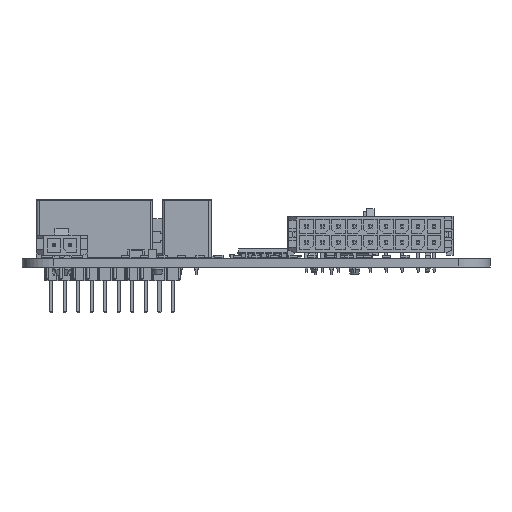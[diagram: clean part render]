
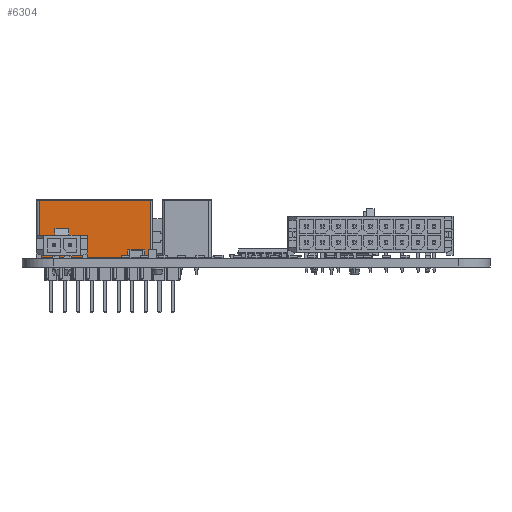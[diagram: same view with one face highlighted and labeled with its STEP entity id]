
A CAD part, left-side view. The second image highlights one B-rep face of the part: STEP entity #6304.
In plain terms, the highlighted face is planar.
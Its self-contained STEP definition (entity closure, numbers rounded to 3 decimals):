
#6127 = VERTEX_POINT('',#6128);
#6128 = CARTESIAN_POINT('',(-1.54,3.2,0.1));
#6135 = EDGE_CURVE('',#6127,#6136,#6138,.T.);
#6136 = VERTEX_POINT('',#6137);
#6137 = CARTESIAN_POINT('',(19.34,3.2,0.1));
#6138 = LINE('',#6139,#6140);
#6139 = CARTESIAN_POINT('',(-2.,3.2,0.1));
#6140 = VECTOR('',#6141,1.);
#6141 = DIRECTION('',(1.,0.,0.));
#6260 = EDGE_CURVE('',#6136,#6261,#6263,.T.);
#6261 = VERTEX_POINT('',#6262);
#6262 = CARTESIAN_POINT('',(19.34,3.2,10.87));
#6263 = LINE('',#6264,#6265);
#6264 = CARTESIAN_POINT('',(19.34,3.2,0.1));
#6265 = VECTOR('',#6266,1.);
#6266 = DIRECTION('',(0.,0.,1.));
#6304 = ADVANCED_FACE('',(#6305),#6323,.T.);
#6305 = FACE_BOUND('',#6306,.T.);
#6306 = EDGE_LOOP('',(#6307,#6308,#6309,#6317));
#6307 = ORIENTED_EDGE('',*,*,#6260,.F.);
#6308 = ORIENTED_EDGE('',*,*,#6135,.F.);
#6309 = ORIENTED_EDGE('',*,*,#6310,.T.);
#6310 = EDGE_CURVE('',#6127,#6311,#6313,.T.);
#6311 = VERTEX_POINT('',#6312);
#6312 = CARTESIAN_POINT('',(-1.54,3.2,10.87));
#6313 = LINE('',#6314,#6315);
#6314 = CARTESIAN_POINT('',(-1.54,3.2,0.1));
#6315 = VECTOR('',#6316,1.);
#6316 = DIRECTION('',(0.,0.,1.));
#6317 = ORIENTED_EDGE('',*,*,#6318,.T.);
#6318 = EDGE_CURVE('',#6311,#6261,#6319,.T.);
#6319 = LINE('',#6320,#6321);
#6320 = CARTESIAN_POINT('',(-1.54,3.2,10.87));
#6321 = VECTOR('',#6322,1.);
#6322 = DIRECTION('',(1.,0.,0.));
#6323 = PLANE('',#6324);
#6324 = AXIS2_PLACEMENT_3D('',#6325,#6326,#6327);
#6325 = CARTESIAN_POINT('',(-2.,3.2,0.1));
#6326 = DIRECTION('',(0.,1.,0.));
#6327 = DIRECTION('',(1.,0.,0.));
